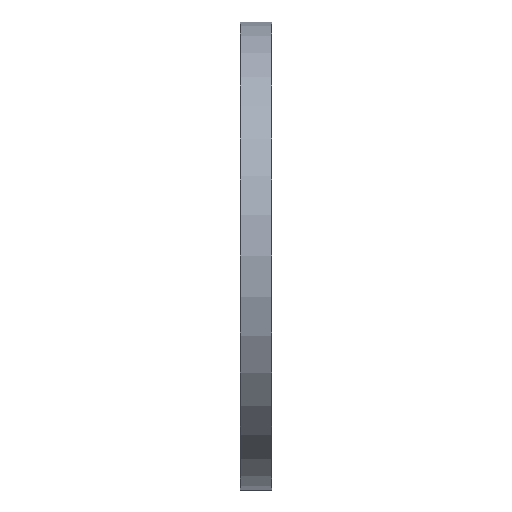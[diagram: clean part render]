
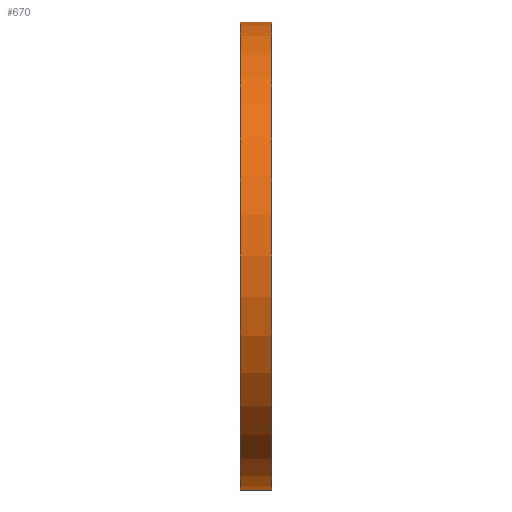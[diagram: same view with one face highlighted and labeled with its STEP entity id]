
A CAD part, left-side view. The second image highlights one B-rep face of the part: STEP entity #670.
In plain terms, the highlighted cylindrical face has radius 132.5 mm (diameter 265 mm), a partial arc.
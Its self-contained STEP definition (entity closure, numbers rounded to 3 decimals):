
#13 = CARTESIAN_POINT ( 'NONE',  ( 0., 18., -132.5 ) ) ;
#15 = DIRECTION ( 'NONE',  ( 0., -1., 0. ) ) ;
#22 = AXIS2_PLACEMENT_3D ( 'NONE', #502, #329, #324 ) ;
#71 = VERTEX_POINT ( 'NONE', #596 ) ;
#84 = VECTOR ( 'NONE', #141, 1000. ) ;
#108 = CARTESIAN_POINT ( 'NONE',  ( 0., 0., -132.5 ) ) ;
#126 = EDGE_CURVE ( 'NONE', #549, #439, #318, .T. ) ;
#135 = ORIENTED_EDGE ( 'NONE', *, *, #126, .T. ) ;
#141 = DIRECTION ( 'NONE',  ( 0., -1., 0. ) ) ;
#151 = CARTESIAN_POINT ( 'NONE',  ( 0., 0., 132.5 ) ) ;
#162 = DIRECTION ( 'NONE',  ( 0., 0., 1. ) ) ;
#174 = FACE_OUTER_BOUND ( 'NONE', #719, .T. ) ;
#193 = LINE ( 'NONE', #667, #84 ) ;
#196 = VECTOR ( 'NONE', #15, 1000. ) ;
#204 = EDGE_CURVE ( 'NONE', #71, #253, #193, .T. ) ;
#253 = VERTEX_POINT ( 'NONE', #151 ) ;
#266 = EDGE_CURVE ( 'NONE', #549, #71, #484, .T. ) ;
#300 = CARTESIAN_POINT ( 'NONE',  ( 0., 18., 0. ) ) ;
#305 = AXIS2_PLACEMENT_3D ( 'NONE', #300, #761, #767 ) ;
#318 = LINE ( 'NONE', #13, #196 ) ;
#324 = DIRECTION ( 'NONE',  ( 0., 0., 1. ) ) ;
#329 = DIRECTION ( 'NONE',  ( 0., 1., 0. ) ) ;
#408 = CARTESIAN_POINT ( 'NONE',  ( 0., 18., -132.5 ) ) ;
#416 = CYLINDRICAL_SURFACE ( 'NONE', #305, 132.5 ) ;
#436 = ORIENTED_EDGE ( 'NONE', *, *, #204, .F. ) ;
#439 = VERTEX_POINT ( 'NONE', #108 ) ;
#451 = ORIENTED_EDGE ( 'NONE', *, *, #266, .F. ) ;
#484 = CIRCLE ( 'NONE', #22, 132.5 ) ;
#502 = CARTESIAN_POINT ( 'NONE',  ( 0., 18., 0. ) ) ;
#516 = CARTESIAN_POINT ( 'NONE',  ( 0., 0., 0. ) ) ;
#541 = EDGE_CURVE ( 'NONE', #439, #253, #741, .T. ) ;
#549 = VERTEX_POINT ( 'NONE', #408 ) ;
#596 = CARTESIAN_POINT ( 'NONE',  ( 0., 18., 132.5 ) ) ;
#644 = AXIS2_PLACEMENT_3D ( 'NONE', #516, #752, #162 ) ;
#667 = CARTESIAN_POINT ( 'NONE',  ( 0., 18., 132.5 ) ) ;
#670 = ADVANCED_FACE ( 'NONE', ( #174 ), #416, .T. ) ;
#719 = EDGE_LOOP ( 'NONE', ( #436, #451, #135, #747 ) ) ;
#741 = CIRCLE ( 'NONE', #644, 132.5 ) ;
#747 = ORIENTED_EDGE ( 'NONE', *, *, #541, .T. ) ;
#752 = DIRECTION ( 'NONE',  ( 0., 1., 0. ) ) ;
#761 = DIRECTION ( 'NONE',  ( 0., -1., 0. ) ) ;
#767 = DIRECTION ( 'NONE',  ( 0., 0., -1. ) ) ;
